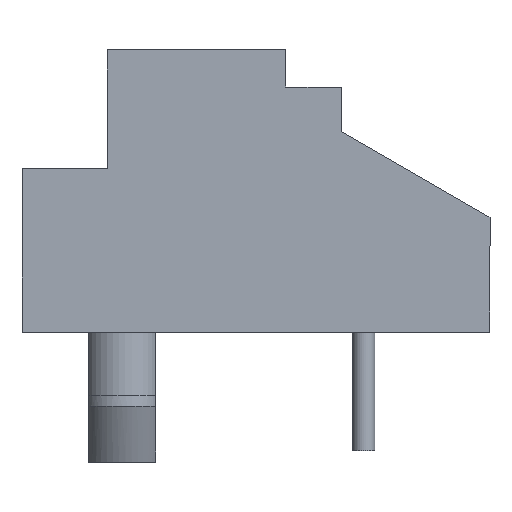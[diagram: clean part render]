
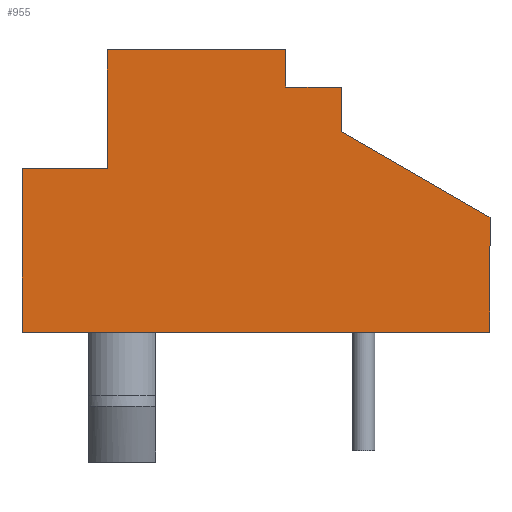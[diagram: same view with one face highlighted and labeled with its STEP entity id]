
A CAD part, left-side view. The second image highlights one B-rep face of the part: STEP entity #955.
In plain terms, the highlighted planar face has unit normal (-1, 0, 0).
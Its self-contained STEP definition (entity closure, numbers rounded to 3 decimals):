
#344 = VERTEX_POINT ( 'NONE', #2137 ) ;
#345 = ORIENTED_EDGE ( 'NONE', *, *, #392, .F. ) ;
#346 = ORIENTED_EDGE ( 'NONE', *, *, #347, .T. ) ;
#347 = EDGE_CURVE ( 'NONE', #390, #348, #2136, .T. ) ;
#348 = VERTEX_POINT ( 'NONE', #2132 ) ;
#349 = ORIENTED_EDGE ( 'NONE', *, *, #350, .T. ) ;
#350 = EDGE_CURVE ( 'NONE', #348, #642, #2131, .T. ) ;
#384 = VERTEX_POINT ( 'NONE', #2488 ) ;
#390 = VERTEX_POINT ( 'NONE', #2479 ) ;
#392 = EDGE_CURVE ( 'NONE', #390, #384, #2478, .T. ) ;
#621 = EDGE_CURVE ( 'NONE', #622, #623, #3098, .T. ) ;
#622 = VERTEX_POINT ( 'NONE', #3094 ) ;
#623 = VERTEX_POINT ( 'NONE', #3093 ) ;
#632 = VERTEX_POINT ( 'NONE', #3050 ) ;
#634 = VERTEX_POINT ( 'NONE', #3135 ) ;
#636 = EDGE_CURVE ( 'NONE', #634, #632, #3133, .T. ) ;
#640 = EDGE_CURVE ( 'NONE', #641, #642, #3015, .T. ) ;
#641 = VERTEX_POINT ( 'NONE', #3011 ) ;
#642 = VERTEX_POINT ( 'NONE', #3010 ) ;
#833 = EDGE_CURVE ( 'NONE', #623, #634, #3647, .T. ) ;
#834 = ORIENTED_EDGE ( 'NONE', *, *, #941, .F. ) ;
#835 = ORIENTED_EDGE ( 'NONE', *, *, #640, .F. ) ;
#836 = ORIENTED_EDGE ( 'NONE', *, *, #837, .F. ) ;
#837 = EDGE_CURVE ( 'NONE', #632, #641, #3643, .T. ) ;
#934 = ORIENTED_EDGE ( 'NONE', *, *, #636, .F. ) ;
#935 = ORIENTED_EDGE ( 'NONE', *, *, #833, .F. ) ;
#936 = ORIENTED_EDGE ( 'NONE', *, *, #621, .F. ) ;
#941 = EDGE_CURVE ( 'NONE', #344, #622, #3941, .T. ) ;
#942 = EDGE_LOOP ( 'NONE', ( #943, #345, #346, #349, #835, #836, #934, #935, #936, #834 ) ) ;
#943 = ORIENTED_EDGE ( 'NONE', *, *, #944, .F. ) ;
#944 = EDGE_CURVE ( 'NONE', #384, #344, #3937, .T. ) ;
#955 = ADVANCED_FACE ( 'NONE', ( #4064 ), #4049, .F. ) ;
#2128 = DIRECTION ( 'NONE',  ( 0., 0., 1. ) ) ;
#2129 = VECTOR ( 'NONE', #2128, 1000. ) ;
#2130 = CARTESIAN_POINT ( 'NONE',  ( -5., -2.8, 7.6 ) ) ;
#2131 = LINE ( 'NONE', #2130, #2129 ) ;
#2132 = CARTESIAN_POINT ( 'NONE',  ( -5., -2.8, 6.6 ) ) ;
#2133 = DIRECTION ( 'NONE',  ( 0., 1., 0. ) ) ;
#2134 = VECTOR ( 'NONE', #2133, 1000. ) ;
#2135 = CARTESIAN_POINT ( 'NONE',  ( -5., -2.8, 6.6 ) ) ;
#2136 = LINE ( 'NONE', #2135, #2134 ) ;
#2137 = CARTESIAN_POINT ( 'NONE',  ( -5., -8.3, 3.091 ) ) ;
#2477 = CARTESIAN_POINT ( 'NONE',  ( -5., -4.3, 7.6 ) ) ;
#2478 = LINE ( 'NONE', #2477, #2506 ) ;
#2479 = CARTESIAN_POINT ( 'NONE',  ( -5., -4.3, 6.6 ) ) ;
#2488 = CARTESIAN_POINT ( 'NONE',  ( -5., -4.3, 5.4 ) ) ;
#2505 = DIRECTION ( 'NONE',  ( 0., 0., -1. ) ) ;
#2506 = VECTOR ( 'NONE', #2505, 1000. ) ;
#3010 = CARTESIAN_POINT ( 'NONE',  ( -5., -2.8, 7.6 ) ) ;
#3011 = CARTESIAN_POINT ( 'NONE',  ( -5., 2., 7.6 ) ) ;
#3012 = DIRECTION ( 'NONE',  ( 0., -1., 0. ) ) ;
#3013 = VECTOR ( 'NONE', #3012, 1000. ) ;
#3014 = CARTESIAN_POINT ( 'NONE',  ( -5., 4.3, 7.6 ) ) ;
#3015 = LINE ( 'NONE', #3014, #3013 ) ;
#3050 = CARTESIAN_POINT ( 'NONE',  ( -5., 2., 4.4 ) ) ;
#3093 = CARTESIAN_POINT ( 'NONE',  ( -5., 4.3, 0. ) ) ;
#3094 = CARTESIAN_POINT ( 'NONE',  ( -5., -8.3, 0. ) ) ;
#3095 = DIRECTION ( 'NONE',  ( 0., 1., 0. ) ) ;
#3096 = VECTOR ( 'NONE', #3095, 1000. ) ;
#3097 = CARTESIAN_POINT ( 'NONE',  ( -5., 4.3, 0. ) ) ;
#3098 = LINE ( 'NONE', #3097, #3096 ) ;
#3130 = DIRECTION ( 'NONE',  ( 0., -1., 0. ) ) ;
#3131 = VECTOR ( 'NONE', #3130, 1000. ) ;
#3132 = CARTESIAN_POINT ( 'NONE',  ( -5., 4.3, 4.4 ) ) ;
#3133 = LINE ( 'NONE', #3132, #3131 ) ;
#3135 = CARTESIAN_POINT ( 'NONE',  ( -5., 4.3, 4.4 ) ) ;
#3640 = DIRECTION ( 'NONE',  ( 0., 0., 1. ) ) ;
#3641 = VECTOR ( 'NONE', #3640, 1000. ) ;
#3642 = CARTESIAN_POINT ( 'NONE',  ( -5., 2., 7.6 ) ) ;
#3643 = LINE ( 'NONE', #3642, #3641 ) ;
#3644 = DIRECTION ( 'NONE',  ( 0., 0., 1. ) ) ;
#3645 = VECTOR ( 'NONE', #3644, 1000. ) ;
#3646 = CARTESIAN_POINT ( 'NONE',  ( -5., 4.3, 7.6 ) ) ;
#3647 = LINE ( 'NONE', #3646, #3645 ) ;
#3934 = DIRECTION ( 'NONE',  ( 0., -0.866, -0.5 ) ) ;
#3935 = VECTOR ( 'NONE', #3934, 1000. ) ;
#3936 = CARTESIAN_POINT ( 'NONE',  ( -5., -8.3, 3.091 ) ) ;
#3937 = LINE ( 'NONE', #3936, #3935 ) ;
#3938 = DIRECTION ( 'NONE',  ( 0., 0., -1. ) ) ;
#3939 = VECTOR ( 'NONE', #3938, 1000. ) ;
#3940 = CARTESIAN_POINT ( 'NONE',  ( -5., -8.3, 0. ) ) ;
#3941 = LINE ( 'NONE', #3940, #3939 ) ;
#4043 = DIRECTION ( 'NONE',  ( 0., 0., -1. ) ) ;
#4044 = DIRECTION ( 'NONE',  ( 1., 0., 0. ) ) ;
#4045 = CARTESIAN_POINT ( 'NONE',  ( -5., -4.3, 7.6 ) ) ;
#4046 = AXIS2_PLACEMENT_3D ( 'NONE', #4045, #4044, #4043 ) ;
#4049 = PLANE ( 'NONE',  #4046 ) ;
#4064 = FACE_OUTER_BOUND ( 'NONE', #942, .T. ) ;
